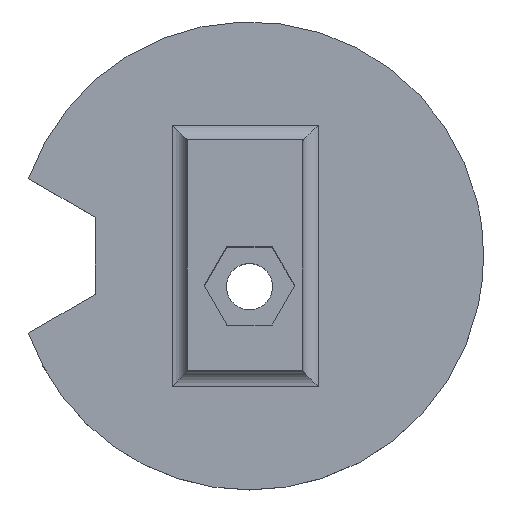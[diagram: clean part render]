
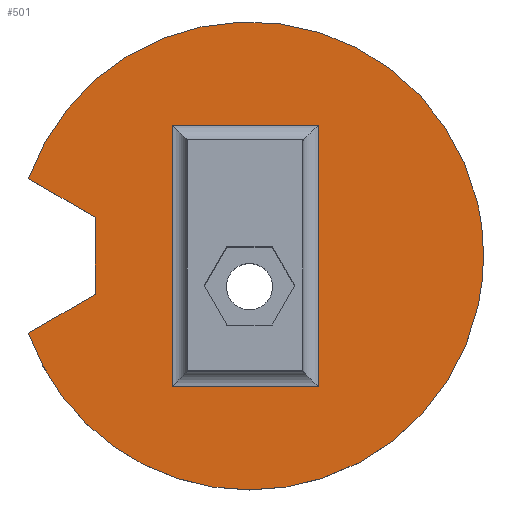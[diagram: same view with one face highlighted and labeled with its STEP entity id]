
A CAD part, top view. The second image highlights one B-rep face of the part: STEP entity #501.
In plain terms, the highlighted planar face has unit normal (0, 0, 1).
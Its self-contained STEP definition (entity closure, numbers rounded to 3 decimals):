
#31=CARTESIAN_POINT('Axis2P3D Location',(0.,0.,0.)) ;
#249=CARTESIAN_POINT('Vertex',(18.751,4.589,0.)) ;
#252=CARTESIAN_POINT('Axis2P3D Location',(0.,0.,0.)) ;
#256=CARTESIAN_POINT('Vertex',(19.215,1.853,0.)) ;
#275=CARTESIAN_POINT('Vertex',(-18.225,6.365,0.)) ;
#278=CARTESIAN_POINT('Axis2P3D Location',(0.,0.,0.)) ;
#299=CARTESIAN_POINT('Vertex',(-12.7,3.175,0.)) ;
#302=CARTESIAN_POINT('Line Origine',(-15.462,4.77,0.)) ;
#323=CARTESIAN_POINT('Vertex',(-12.7,0.,0.)) ;
#326=CARTESIAN_POINT('Line Origine',(-12.7,1.588,0.)) ;
#342=CARTESIAN_POINT('Vertex',(-12.7,-3.175,0.)) ;
#345=CARTESIAN_POINT('Line Origine',(-12.7,-1.588,0.)) ;
#366=CARTESIAN_POINT('Vertex',(-18.225,-6.365,0.)) ;
#369=CARTESIAN_POINT('Line Origine',(-15.462,-4.77,0.)) ;
#390=CARTESIAN_POINT('Vertex',(-5.951,-18.364,0.)) ;
#393=CARTESIAN_POINT('Axis2P3D Location',(0.,0.,0.)) ;
#409=CARTESIAN_POINT('Vertex',(5.951,-18.364,0.)) ;
#412=CARTESIAN_POINT('Axis2P3D Location',(0.,0.,0.)) ;
#428=CARTESIAN_POINT('Vertex',(18.871,-4.066,0.)) ;
#431=CARTESIAN_POINT('Axis2P3D Location',(0.,0.,0.)) ;
#443=CARTESIAN_POINT('Axis2P3D Location',(0.,0.,0.)) ;
#467=CARTESIAN_POINT('Line Origine',(-0.352,10.795,0.)) ;
#471=CARTESIAN_POINT('Vertex',(-6.384,10.795,0.)) ;
#473=CARTESIAN_POINT('Vertex',(5.681,10.795,0.)) ;
#476=CARTESIAN_POINT('Line Origine',(5.681,0.,0.)) ;
#480=CARTESIAN_POINT('Vertex',(5.681,-10.795,0.)) ;
#483=CARTESIAN_POINT('Line Origine',(-0.352,-10.795,0.)) ;
#487=CARTESIAN_POINT('Vertex',(-6.384,-10.795,0.)) ;
#490=CARTESIAN_POINT('Line Origine',(-6.384,0.,0.)) ;
#304=VECTOR('Line Direction',#303,1.) ;
#328=VECTOR('Line Direction',#327,1.) ;
#347=VECTOR('Line Direction',#346,1.) ;
#371=VECTOR('Line Direction',#370,1.) ;
#469=VECTOR('Line Direction',#468,1.) ;
#478=VECTOR('Line Direction',#477,1.) ;
#485=VECTOR('Line Direction',#484,1.) ;
#492=VECTOR('Line Direction',#491,1.) ;
#32=DIRECTION('Axis2P3D Direction',(0.,0.,1.)) ;
#33=DIRECTION('Axis2P3D XDirection',(1.,0.,0.)) ;
#253=DIRECTION('Axis2P3D Direction',(0.,0.,1.)) ;
#279=DIRECTION('Axis2P3D Direction',(0.,0.,1.)) ;
#303=DIRECTION('Vector Direction',(0.866,-0.5,0.)) ;
#327=DIRECTION('Vector Direction',(0.,-1.,0.)) ;
#346=DIRECTION('Vector Direction',(0.,1.,0.)) ;
#370=DIRECTION('Vector Direction',(0.866,0.5,0.)) ;
#394=DIRECTION('Axis2P3D Direction',(0.,0.,1.)) ;
#413=DIRECTION('Axis2P3D Direction',(0.,0.,1.)) ;
#432=DIRECTION('Axis2P3D Direction',(0.,0.,1.)) ;
#444=DIRECTION('Axis2P3D Direction',(0.,0.,1.)) ;
#468=DIRECTION('Vector Direction',(1.,0.,0.)) ;
#477=DIRECTION('Vector Direction',(0.,-1.,0.)) ;
#484=DIRECTION('Vector Direction',(-1.,0.,0.)) ;
#491=DIRECTION('Vector Direction',(0.,1.,0.)) ;
#34=AXIS2_PLACEMENT_3D('Plane Axis2P3D',#31,#32,#33) ;
#254=AXIS2_PLACEMENT_3D('Circle Axis2P3D',#252,#253,$) ;
#280=AXIS2_PLACEMENT_3D('Circle Axis2P3D',#278,#279,$) ;
#395=AXIS2_PLACEMENT_3D('Circle Axis2P3D',#393,#394,$) ;
#414=AXIS2_PLACEMENT_3D('Circle Axis2P3D',#412,#413,$) ;
#433=AXIS2_PLACEMENT_3D('Circle Axis2P3D',#431,#432,$) ;
#445=AXIS2_PLACEMENT_3D('Circle Axis2P3D',#443,#444,$) ;
#305=LINE('Line',#302,#304) ;
#329=LINE('Line',#326,#328) ;
#348=LINE('Line',#345,#347) ;
#372=LINE('Line',#369,#371) ;
#470=LINE('Line',#467,#469) ;
#479=LINE('Line',#476,#478) ;
#486=LINE('Line',#483,#485) ;
#493=LINE('Line',#490,#492) ;
#255=CIRCLE('generated circle',#254,19.304) ;
#281=CIRCLE('generated circle',#280,19.304) ;
#396=CIRCLE('generated circle',#395,19.304) ;
#415=CIRCLE('generated circle',#414,19.304) ;
#434=CIRCLE('generated circle',#433,19.304) ;
#446=CIRCLE('generated circle',#445,19.304) ;
#35=PLANE('',#34) ;
#500=FACE_BOUND('',#495,.T.) ;
#258=EDGE_CURVE('',#257,#250,#255,.T.) ;
#282=EDGE_CURVE('',#250,#276,#281,.T.) ;
#306=EDGE_CURVE('',#276,#300,#305,.T.) ;
#330=EDGE_CURVE('',#300,#324,#329,.T.) ;
#349=EDGE_CURVE('',#324,#343,#348,.F.) ;
#373=EDGE_CURVE('',#343,#367,#372,.F.) ;
#397=EDGE_CURVE('',#367,#391,#396,.T.) ;
#416=EDGE_CURVE('',#391,#410,#415,.T.) ;
#435=EDGE_CURVE('',#410,#429,#434,.T.) ;
#447=EDGE_CURVE('',#429,#257,#446,.T.) ;
#475=EDGE_CURVE('',#472,#474,#470,.T.) ;
#482=EDGE_CURVE('',#474,#481,#479,.T.) ;
#489=EDGE_CURVE('',#481,#488,#486,.T.) ;
#494=EDGE_CURVE('',#488,#472,#493,.T.) ;
#456=ORIENTED_EDGE('',*,*,#258,.T.) ;
#457=ORIENTED_EDGE('',*,*,#282,.T.) ;
#458=ORIENTED_EDGE('',*,*,#306,.T.) ;
#459=ORIENTED_EDGE('',*,*,#330,.T.) ;
#460=ORIENTED_EDGE('',*,*,#349,.T.) ;
#461=ORIENTED_EDGE('',*,*,#373,.T.) ;
#462=ORIENTED_EDGE('',*,*,#397,.T.) ;
#463=ORIENTED_EDGE('',*,*,#416,.T.) ;
#464=ORIENTED_EDGE('',*,*,#435,.T.) ;
#465=ORIENTED_EDGE('',*,*,#447,.T.) ;
#496=ORIENTED_EDGE('',*,*,#475,.T.) ;
#497=ORIENTED_EDGE('',*,*,#482,.T.) ;
#498=ORIENTED_EDGE('',*,*,#489,.T.) ;
#499=ORIENTED_EDGE('',*,*,#494,.T.) ;
#455=EDGE_LOOP('',(#456,#457,#458,#459,#460,#461,#462,#463,#464,#465)) ;
#495=EDGE_LOOP('',(#496,#497,#498,#499)) ;
#250=VERTEX_POINT('',#249) ;
#257=VERTEX_POINT('',#256) ;
#276=VERTEX_POINT('',#275) ;
#300=VERTEX_POINT('',#299) ;
#324=VERTEX_POINT('',#323) ;
#343=VERTEX_POINT('',#342) ;
#367=VERTEX_POINT('',#366) ;
#391=VERTEX_POINT('',#390) ;
#410=VERTEX_POINT('',#409) ;
#429=VERTEX_POINT('',#428) ;
#472=VERTEX_POINT('',#471) ;
#474=VERTEX_POINT('',#473) ;
#481=VERTEX_POINT('',#480) ;
#488=VERTEX_POINT('',#487) ;
#501=ADVANCED_FACE('PartBody',(#466,#500),#35,.T.) ;
#466=FACE_OUTER_BOUND('',#455,.T.) ;
